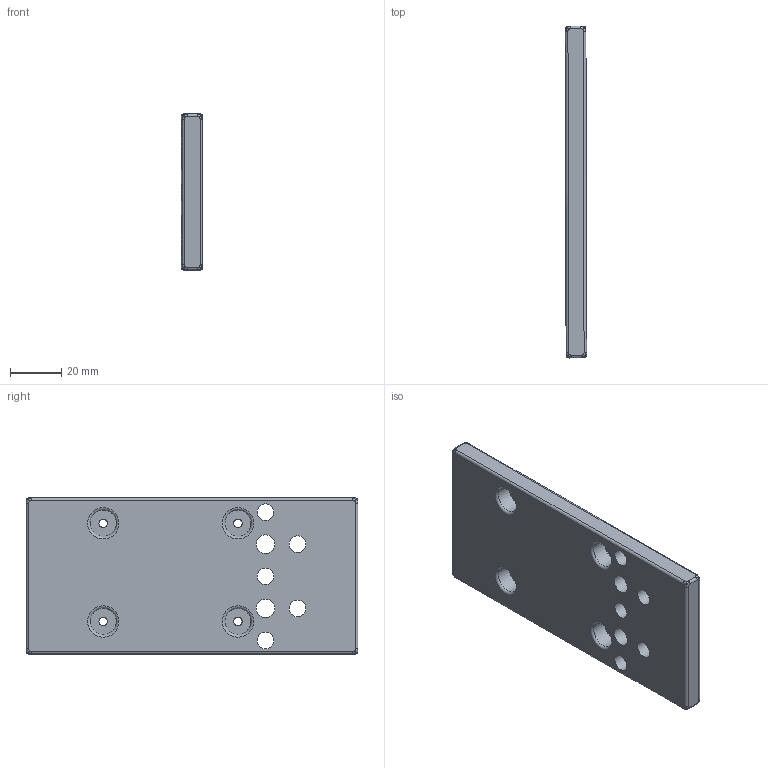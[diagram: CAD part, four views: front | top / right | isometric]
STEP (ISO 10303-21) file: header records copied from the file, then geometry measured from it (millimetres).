
FILE_DESCRIPTION(/* description */ (''),/* implementation_level */ '2;1');
FILE_NAME(/* name */ 'Adapter Concept #3 (AP90 M &PartM0093)_Component5.step',/* time_stamp */ '2024-06-17T18:02:26-04:00',/* author */ (''),/* organization */ (''),/* preprocessor_version */ 'ST-DEVELOPER v20',/* originating_system */ 'Autodesk Translation Framework v12.20.1.177',/* authorisation */ '');
FILE_SCHEMA (('AUTOMOTIVE_DESIGN { 1 0 10303 214 3 1 1 }'));
Length unit declared in the file: millimetre
Products named in the file (1): #4583
Bounding box: 8.26 x 129.09 x 60.77 mm (x, y, z)
Volume: 58241.3 mm3; surface area: 19881.4 mm2
Topology: 1 solids, 1 shells, 89 faces, 225 edges, 142 vertices
Faces by surface type: bspline 55, cylinder 20, plane 10, torus 4
Full cylindrical faces by diameter (mm): 3.3 x4, 10.2 x4
Entity records: 4580 total; most frequent: CARTESIAN_POINT 2496, ORIENTED_EDGE 450, DIRECTION 385, EDGE_CURVE 225, AXIS2_PLACEMENT_3D 173, VERTEX_POINT 142, CIRCLE 124, EDGE_LOOP 115
